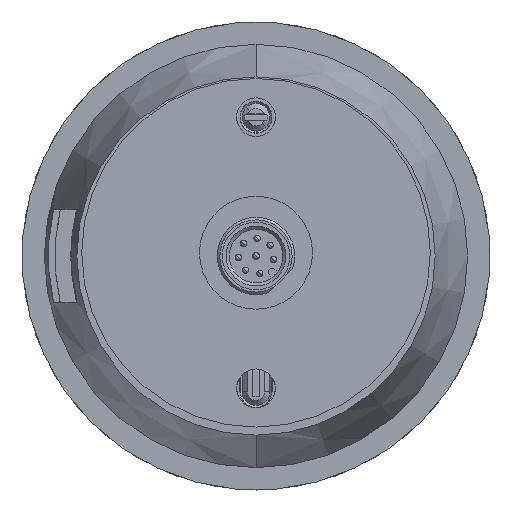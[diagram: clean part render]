
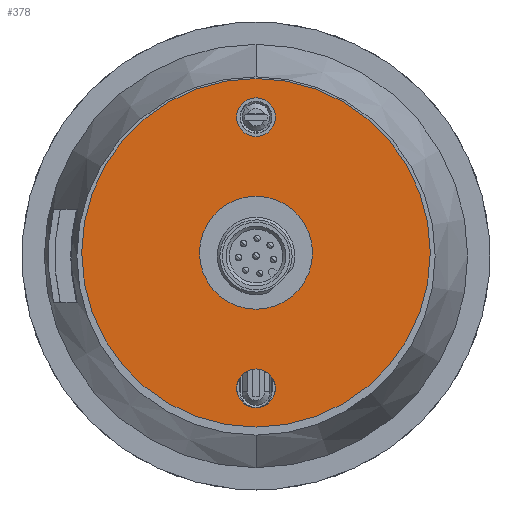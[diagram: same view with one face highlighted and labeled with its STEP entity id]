
A CAD part, front view. The second image highlights one B-rep face of the part: STEP entity #378.
In plain terms, the highlighted planar face has unit normal (0, -1, 0).
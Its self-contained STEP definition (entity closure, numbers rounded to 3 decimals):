
#378=ADVANCED_FACE('NONE',(#974,#975,#976,#977),#978,.F.);
#974=FACE_BOUND('',#1795,.T.);
#975=FACE_BOUND('',#1796,.T.);
#976=FACE_BOUND('',#1797,.T.);
#977=FACE_OUTER_BOUND('',#1798,.T.);
#978=PLANE('',#1799);
#1795=EDGE_LOOP('',(#2868,#2869));
#1796=EDGE_LOOP('',(#2870,#2871));
#1797=EDGE_LOOP('',(#2872,#2873));
#1798=EDGE_LOOP('',(#2874,#2875));
#1799=AXIS2_PLACEMENT_3D('',#2876,#2877,#2878);
#2868=ORIENTED_EDGE('',*,*,#4998,.F.);
#2869=ORIENTED_EDGE('',*,*,#4999,.F.);
#2870=ORIENTED_EDGE('',*,*,#5000,.F.);
#2871=ORIENTED_EDGE('',*,*,#5001,.F.);
#2872=ORIENTED_EDGE('',*,*,#5002,.F.);
#2873=ORIENTED_EDGE('',*,*,#5003,.F.);
#2874=ORIENTED_EDGE('',*,*,#5004,.F.);
#2875=ORIENTED_EDGE('',*,*,#5005,.F.);
#2876=CARTESIAN_POINT('',(36.25,0.,26.25));
#2877=DIRECTION('',(-0.0,1.0,0.0));
#2878=DIRECTION('',(1.0,0.0,0.0));
#4998=EDGE_CURVE('NONE',#6016,#6017,#6018,.T.);
#4999=EDGE_CURVE('NONE',#6017,#6016,#6019,.T.);
#5000=EDGE_CURVE('NONE',#6020,#6021,#6022,.T.);
#5001=EDGE_CURVE('NONE',#6021,#6020,#6023,.T.);
#5002=EDGE_CURVE('NONE',#6024,#6025,#6026,.T.);
#5003=EDGE_CURVE('NONE',#6025,#6024,#6027,.T.);
#5004=EDGE_CURVE('NONE',#6028,#6029,#6030,.T.);
#5005=EDGE_CURVE('NONE',#6029,#6028,#6031,.T.);
#6016=VERTEX_POINT('',#7490);
#6017=VERTEX_POINT('',#7491);
#6018=CIRCLE('',#7492,3.0);
#6019=CIRCLE('',#7493,3.0);
#6020=VERTEX_POINT('',#7494);
#6021=VERTEX_POINT('',#7495);
#6022=CIRCLE('',#7496,8.75);
#6023=CIRCLE('',#7497,8.75);
#6024=VERTEX_POINT('',#7498);
#6025=VERTEX_POINT('',#7499);
#6026=CIRCLE('',#7500,3.0);
#6027=CIRCLE('',#7501,3.0);
#6028=VERTEX_POINT('',#7502);
#6029=VERTEX_POINT('',#7503);
#6030=CIRCLE('',#7504,27.0);
#6031=CIRCLE('',#7505,27.0);
#7490=CARTESIAN_POINT('',(36.25,0.,60.75));
#7491=CARTESIAN_POINT('',(36.25,0.,54.75));
#7492=AXIS2_PLACEMENT_3D('',#9410,#9411,#9412);
#7493=AXIS2_PLACEMENT_3D('',#9413,#9414,#9415);
#7494=CARTESIAN_POINT('',(36.25,0.,45.5));
#7495=CARTESIAN_POINT('',(36.25,0.,28.));
#7496=AXIS2_PLACEMENT_3D('',#9416,#9417,#9418);
#7497=AXIS2_PLACEMENT_3D('',#9419,#9420,#9421);
#7498=CARTESIAN_POINT('',(36.25,0.,18.75));
#7499=CARTESIAN_POINT('',(36.25,0.,12.75));
#7500=AXIS2_PLACEMENT_3D('',#9422,#9423,#9424);
#7501=AXIS2_PLACEMENT_3D('',#9425,#9426,#9427);
#7502=CARTESIAN_POINT('',(36.25,0.,63.75));
#7503=CARTESIAN_POINT('',(36.25,0.,9.75));
#7504=AXIS2_PLACEMENT_3D('',#9428,#9429,#9430);
#7505=AXIS2_PLACEMENT_3D('',#9431,#9432,#9433);
#9410=CARTESIAN_POINT('',(36.25,0.,57.75));
#9411=DIRECTION('',(0.0,-1.0,0.0));
#9412=DIRECTION('',(1.0,0.0,0.0));
#9413=CARTESIAN_POINT('',(36.25,0.,57.75));
#9414=DIRECTION('',(0.0,-1.0,0.0));
#9415=DIRECTION('',(1.0,0.0,0.0));
#9416=CARTESIAN_POINT('',(36.25,0.,36.75));
#9417=DIRECTION('',(0.0,-1.0,0.0));
#9418=DIRECTION('',(1.0,0.0,0.0));
#9419=CARTESIAN_POINT('',(36.25,0.,36.75));
#9420=DIRECTION('',(0.0,-1.0,0.0));
#9421=DIRECTION('',(1.0,0.0,0.0));
#9422=CARTESIAN_POINT('',(36.25,0.,15.75));
#9423=DIRECTION('',(0.0,-1.0,0.0));
#9424=DIRECTION('',(1.0,0.0,0.0));
#9425=CARTESIAN_POINT('',(36.25,0.,15.75));
#9426=DIRECTION('',(0.0,-1.0,0.0));
#9427=DIRECTION('',(1.0,0.0,0.0));
#9428=CARTESIAN_POINT('',(36.25,0.,36.75));
#9429=DIRECTION('',(-0.0,1.0,0.0));
#9430=DIRECTION('',(1.0,0.0,0.0));
#9431=CARTESIAN_POINT('',(36.25,0.,36.75));
#9432=DIRECTION('',(-0.0,1.0,0.0));
#9433=DIRECTION('',(1.0,0.0,0.0));
